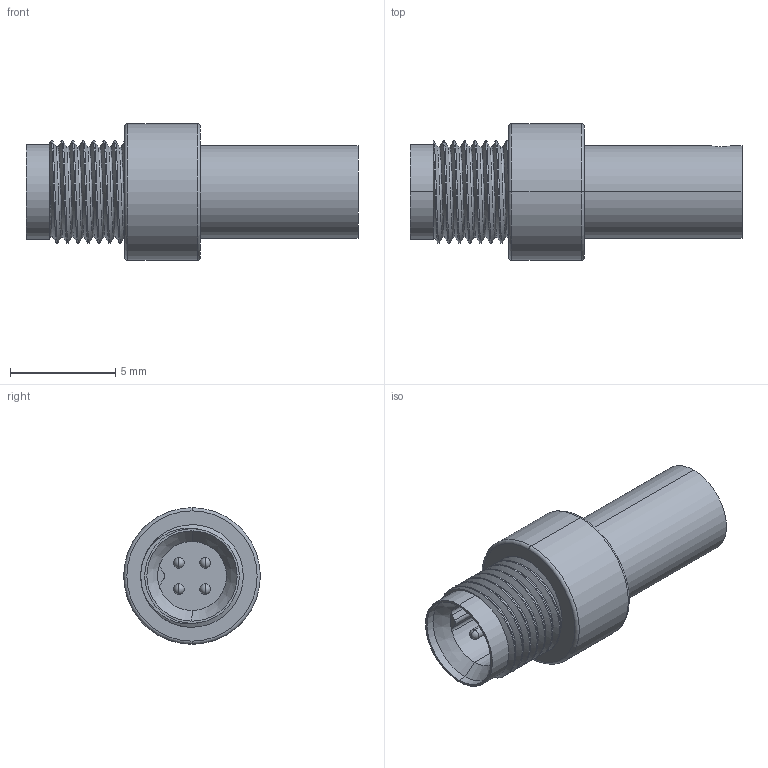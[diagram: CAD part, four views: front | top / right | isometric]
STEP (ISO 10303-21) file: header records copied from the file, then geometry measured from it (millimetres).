
FILE_DESCRIPTION (( 'STEP AP203' ), '1' );
FILE_NAME ('50-00671_revA.STEP', '2025-03-24T21:33:51', ( '' ), ( '' ), 'SwSTEP 2.0', 'SolidWorks 2021', '' );
FILE_SCHEMA (( 'CONFIG_CONTROL_DESIGN' ));
Length unit declared in the file: millimetre
Products named in the file (6): M5Male_shield; 50-00671_revA; M5Male_inline threads_Step; M5M4P; M5Male_pin_13.75 mm
Assembly tree (8 placements, depth 3):
  50-00671_revA
    M5Male_inline threads_Step
    M5M4P
      M5M4P
      M5Male_pin_13.75 mm  x4
    M5Male_shield
Bounding box: 15.8 x 6.5 x 6.5 mm (x, y, z)
Volume: 235.3 mm3; surface area: 947 mm2
Topology: 7 solids, 7 shells, 133 faces, 326 edges, 212 vertices
Faces by surface type: cylinder 78, plane 30, sphere 8, bspline 7, cone 6, torus 4
Entity records: 5142 total; most frequent: CARTESIAN_POINT 2194, DIRECTION 492, ORIENTED_EDGE 460, EDGE_CURVE 230, AXIS2_PLACEMENT_3D 208, VERTEX_POINT 149, EDGE_LOOP 119, CIRCLE 103
